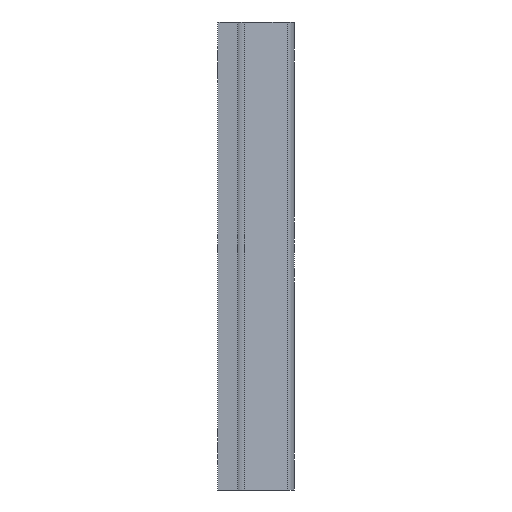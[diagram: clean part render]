
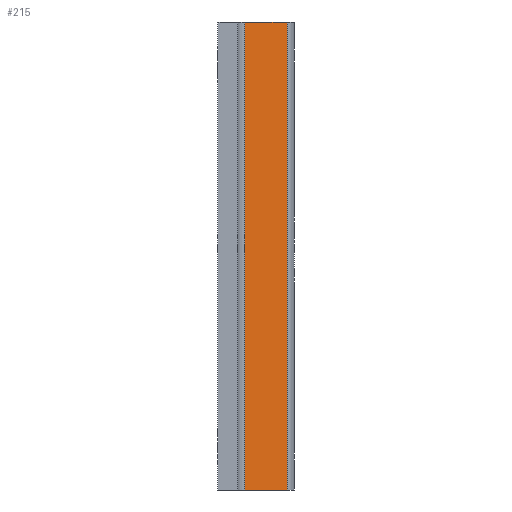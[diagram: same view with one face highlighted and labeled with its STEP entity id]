
A CAD part, left-side view. The second image highlights one B-rep face of the part: STEP entity #215.
In plain terms, the highlighted planar face has unit normal (-0.735, -0.678, 0).
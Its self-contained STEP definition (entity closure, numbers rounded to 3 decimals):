
#157=CARTESIAN_POINT('',(12.735,-3.104,0.));
#158=VERTEX_POINT('',#157);
#166=CARTESIAN_POINT('',(12.735,-3.104,54.1));
#167=VERTEX_POINT('',#166);
#168=CARTESIAN_POINT('',(12.735,-3.104,54.1));
#169=DIRECTION('',(0.,0.,-1.));
#170=VECTOR('',#169,54.1);
#171=LINE('',#168,#170);
#172=EDGE_CURVE('',#167,#158,#171,.T.);
#185=CARTESIAN_POINT('',(12.735,-3.104,54.1));
#186=DIRECTION('',(0.735,0.678,0.));
#187=DIRECTION('',(-0.678,0.735,0.));
#188=AXIS2_PLACEMENT_3D('',#185,#186,#187);
#189=PLANE('',#188);
#190=CARTESIAN_POINT('',(17.251,-7.996,0.));
#191=VERTEX_POINT('',#190);
#192=CARTESIAN_POINT('',(12.735,-3.104,0.));
#193=DIRECTION('',(0.678,-0.735,0.));
#194=VECTOR('',#193,6.657);
#195=LINE('',#192,#194);
#196=EDGE_CURVE('',#158,#191,#195,.T.);
#197=ORIENTED_EDGE('',*,*,#196,.T.);
#198=CARTESIAN_POINT('',(17.251,-7.996,54.1));
#199=VERTEX_POINT('',#198);
#200=CARTESIAN_POINT('',(17.251,-7.996,54.1));
#201=DIRECTION('',(0.,0.,-1.));
#202=VECTOR('',#201,54.1);
#203=LINE('',#200,#202);
#204=EDGE_CURVE('',#199,#191,#203,.T.);
#205=ORIENTED_EDGE('',*,*,#204,.F.);
#206=CARTESIAN_POINT('',(12.735,-3.104,54.1));
#207=DIRECTION('',(0.678,-0.735,0.));
#208=VECTOR('',#207,6.657);
#209=LINE('',#206,#208);
#210=EDGE_CURVE('',#167,#199,#209,.T.);
#211=ORIENTED_EDGE('',*,*,#210,.F.);
#212=ORIENTED_EDGE('',*,*,#172,.T.);
#213=EDGE_LOOP('',(#197,#205,#211,#212));
#214=FACE_BOUND('',#213,.T.);
#215=ADVANCED_FACE('',(#214),#189,.F.);
